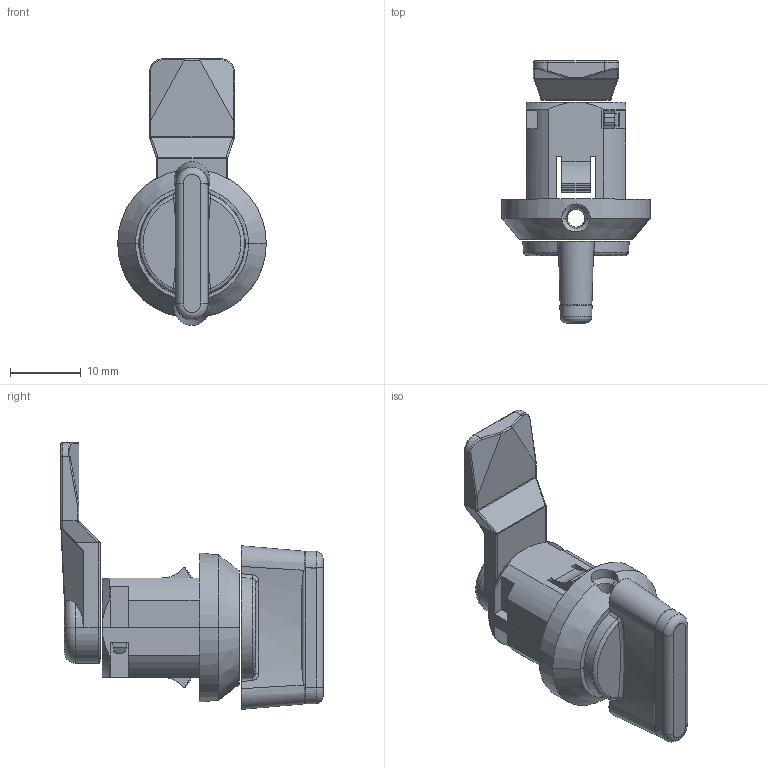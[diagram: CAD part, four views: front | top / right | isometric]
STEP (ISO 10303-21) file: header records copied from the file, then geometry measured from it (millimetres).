
FILE_DESCRIPTION (( 'STEP AP203' ), '1' );
FILE_NAME ('KP69.35.11.STEP', '2019-06-27T06:07:14', ( '' ), ( '' ), 'SwSTEP 2.0', 'SolidWorks 2015', '' );
FILE_SCHEMA (( 'CONFIG_CONTROL_DESIGN' ));
Length unit declared in the file: millimetre
Products named in the file (1): KP69.35.11
Bounding box: 21 x 37.04 x 37.68 mm (x, y, z)
Surface area: 3609.2 mm2 (no closed solid volume)
Topology: 0 solids, 6 shells, 207 faces, 688 edges, 467 vertices
Faces by surface type: plane 92, cylinder 61, bspline 24, cone 16, torus 10, sphere 4
Entity records: 10663 total; most frequent: CARTESIAN_POINT 5060, ORIENTED_EDGE 1177, DIRECTION 1023, EDGE_CURVE 688, VERTEX_POINT 467, LINE 375, VECTOR 375, AXIS2_PLACEMENT_3D 324
